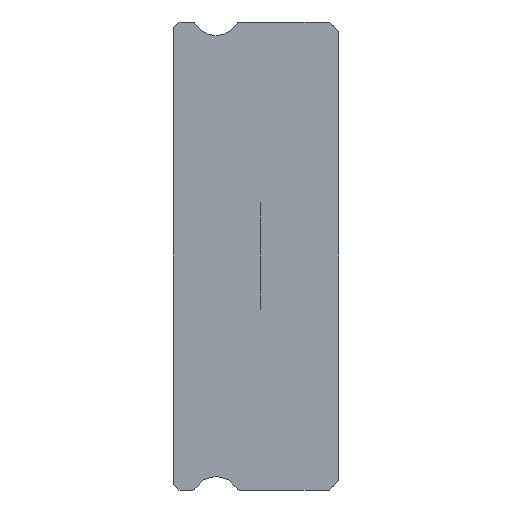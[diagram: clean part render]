
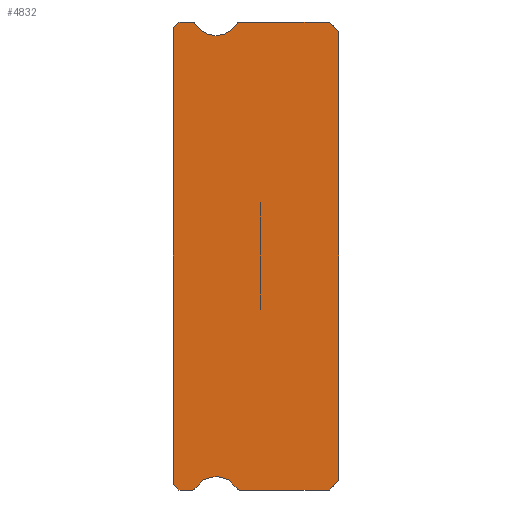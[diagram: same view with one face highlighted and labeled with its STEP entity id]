
A CAD part, left-side view. The second image highlights one B-rep face of the part: STEP entity #4832.
In plain terms, the highlighted planar face has unit normal (-1, 0, 0).
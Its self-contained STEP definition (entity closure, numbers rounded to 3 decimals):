
#89 = LINE ( 'NONE', #2637, #3596 ) ;
#127 = CIRCLE ( 'NONE', #7069, 1.25 ) ;
#141 = LINE ( 'NONE', #898, #2121 ) ;
#159 = LINE ( 'NONE', #2663, #1469 ) ;
#472 = EDGE_CURVE ( 'NONE', #1156, #2743, #2977, .T. ) ;
#793 = CIRCLE ( 'NONE', #3685, 0.15 ) ;
#797 = CARTESIAN_POINT ( 'NONE',  ( -10., 6.3, 12.55 ) ) ;
#845 = CARTESIAN_POINT ( 'NONE',  ( -10., 6.3, 12.55 ) ) ;
#898 = CARTESIAN_POINT ( 'NONE',  ( -10., 0., 11.5 ) ) ;
#942 = DIRECTION ( 'NONE',  ( 0., -1., 0. ) ) ;
#1002 = VECTOR ( 'NONE', #6477, 1000. ) ;
#1093 = CARTESIAN_POINT ( 'NONE',  ( -10., 7.512, 12. ) ) ;
#1156 = VERTEX_POINT ( 'NONE', #3253 ) ;
#1222 = CARTESIAN_POINT ( 'NONE',  ( -10., 5.088, -12. ) ) ;
#1348 = ORIENTED_EDGE ( 'NONE', *, *, #1899, .F. ) ;
#1441 = DIRECTION ( 'NONE',  ( 1., 0., 0. ) ) ;
#1469 = VECTOR ( 'NONE', #3866, 1000. ) ;
#1477 = ORIENTED_EDGE ( 'NONE', *, *, #6962, .F. ) ;
#1492 = EDGE_CURVE ( 'NONE', #8159, #4841, #159, .T. ) ;
#1608 = EDGE_CURVE ( 'NONE', #7950, #2461, #127, .T. ) ;
#1895 = CARTESIAN_POINT ( 'NONE',  ( -10., 7.512, -11.85 ) ) ;
#1899 = EDGE_CURVE ( 'NONE', #8261, #7950, #6266, .T. ) ;
#1934 = DIRECTION ( 'NONE',  ( 0., 0., -1. ) ) ;
#1939 = EDGE_CURVE ( 'NONE', #7375, #7282, #3927, .T. ) ;
#1969 = EDGE_CURVE ( 'NONE', #8159, #6163, #141, .T. ) ;
#2058 = CARTESIAN_POINT ( 'NONE',  ( -10., 0.5, 12. ) ) ;
#2121 = VECTOR ( 'NONE', #7160, 1000. ) ;
#2136 = CARTESIAN_POINT ( 'NONE',  ( -10., 0., -11.5 ) ) ;
#2142 = CIRCLE ( 'NONE', #3213, 0.15 ) ;
#2328 = ORIENTED_EDGE ( 'NONE', *, *, #4393, .F. ) ;
#2359 = DIRECTION ( 'NONE',  ( 1., 0., 0. ) ) ;
#2461 = VERTEX_POINT ( 'NONE', #6725 ) ;
#2527 = AXIS2_PLACEMENT_3D ( 'NONE', #6608, #5366, #4610 ) ;
#2543 = CARTESIAN_POINT ( 'NONE',  ( -10., 8.5, -11.7 ) ) ;
#2633 = AXIS2_PLACEMENT_3D ( 'NONE', #5734, #5397, #1934 ) ;
#2637 = CARTESIAN_POINT ( 'NONE',  ( -10., 8.2, -12. ) ) ;
#2662 = ORIENTED_EDGE ( 'NONE', *, *, #472, .T. ) ;
#2663 = CARTESIAN_POINT ( 'NONE',  ( -10., 0., -11.5 ) ) ;
#2682 = LINE ( 'NONE', #4005, #5925 ) ;
#2704 = DIRECTION ( 'NONE',  ( 0., 0., -1. ) ) ;
#2708 = CARTESIAN_POINT ( 'NONE',  ( -10., 5.217, 11.925 ) ) ;
#2743 = VERTEX_POINT ( 'NONE', #6616 ) ;
#2937 = CARTESIAN_POINT ( 'NONE',  ( -10., 7.512, 12. ) ) ;
#2977 = LINE ( 'NONE', #3476, #3334 ) ;
#3006 = EDGE_CURVE ( 'NONE', #4375, #3890, #6495, .T. ) ;
#3036 = DIRECTION ( 'NONE',  ( 0., 0., -1. ) ) ;
#3064 = CARTESIAN_POINT ( 'NONE',  ( -10., 7.383, 11.925 ) ) ;
#3200 = DIRECTION ( 'NONE',  ( 1., 0., 0. ) ) ;
#3213 = AXIS2_PLACEMENT_3D ( 'NONE', #6801, #2359, #3036 ) ;
#3253 = CARTESIAN_POINT ( 'NONE',  ( -10., 8.2, 12. ) ) ;
#3325 = DIRECTION ( 'NONE',  ( -1., 0., 0. ) ) ;
#3334 = VECTOR ( 'NONE', #3542, 1000. ) ;
#3350 = CARTESIAN_POINT ( 'NONE',  ( -10., 7.512, -12. ) ) ;
#3373 = EDGE_CURVE ( 'NONE', #2461, #7386, #7324, .T. ) ;
#3374 = DIRECTION ( 'NONE',  ( -1., 0., 0. ) ) ;
#3476 = CARTESIAN_POINT ( 'NONE',  ( -10., 8.5, 11.7 ) ) ;
#3522 = ORIENTED_EDGE ( 'NONE', *, *, #8096, .F. ) ;
#3534 = ORIENTED_EDGE ( 'NONE', *, *, #5201, .F. ) ;
#3542 = DIRECTION ( 'NONE',  ( 0., 0.707, -0.707 ) ) ;
#3546 = LINE ( 'NONE', #2937, #7046 ) ;
#3596 = VECTOR ( 'NONE', #6604, 1000. ) ;
#3649 = ORIENTED_EDGE ( 'NONE', *, *, #1939, .T. ) ;
#3656 = ORIENTED_EDGE ( 'NONE', *, *, #4575, .F. ) ;
#3664 = ORIENTED_EDGE ( 'NONE', *, *, #1608, .F. ) ;
#3666 = ORIENTED_EDGE ( 'NONE', *, *, #3924, .F. ) ;
#3685 = AXIS2_PLACEMENT_3D ( 'NONE', #1895, #1441, #3806 ) ;
#3775 = EDGE_CURVE ( 'NONE', #4362, #8072, #3546, .T. ) ;
#3806 = DIRECTION ( 'NONE',  ( 0., 0., -1. ) ) ;
#3841 = ORIENTED_EDGE ( 'NONE', *, *, #1969, .T. ) ;
#3864 = VERTEX_POINT ( 'NONE', #6741 ) ;
#3866 = DIRECTION ( 'NONE',  ( 0., 0.707, -0.707 ) ) ;
#3890 = VERTEX_POINT ( 'NONE', #6199 ) ;
#3911 = CARTESIAN_POINT ( 'NONE',  ( -10., 8.2, -12. ) ) ;
#3924 = EDGE_CURVE ( 'NONE', #3890, #3864, #8266, .T. ) ;
#3927 = LINE ( 'NONE', #3350, #8298 ) ;
#3987 = CARTESIAN_POINT ( 'NONE',  ( -10., 0.5, -12. ) ) ;
#3990 = EDGE_LOOP ( 'NONE', ( #1477, #4802, #3649, #3522, #3666, #4536, #2328, #5609, #3841, #3534, #7349, #3656, #4592, #3664, #1348, #3997, #2662 ) ) ;
#3997 = ORIENTED_EDGE ( 'NONE', *, *, #6694, .T. ) ;
#4005 = CARTESIAN_POINT ( 'NONE',  ( -10., 8.5, 11.85 ) ) ;
#4362 = VERTEX_POINT ( 'NONE', #6144 ) ;
#4375 = VERTEX_POINT ( 'NONE', #1222 ) ;
#4393 = EDGE_CURVE ( 'NONE', #4841, #4375, #4884, .T. ) ;
#4536 = ORIENTED_EDGE ( 'NONE', *, *, #3006, .F. ) ;
#4575 = EDGE_CURVE ( 'NONE', #7386, #4362, #2142, .T. ) ;
#4576 = LINE ( 'NONE', #5814, #1002 ) ;
#4592 = ORIENTED_EDGE ( 'NONE', *, *, #3373, .F. ) ;
#4610 = DIRECTION ( 'NONE',  ( 0., 0., -1. ) ) ;
#4669 = FACE_OUTER_BOUND ( 'NONE', #3990, .T. ) ;
#4802 = ORIENTED_EDGE ( 'NONE', *, *, #5766, .T. ) ;
#4832 = ADVANCED_FACE ( 'NONE', ( #4669 ), #7741, .F. ) ;
#4841 = VERTEX_POINT ( 'NONE', #3987 ) ;
#4884 = LINE ( 'NONE', #6310, #5834 ) ;
#4895 = DIRECTION ( 'NONE',  ( -1., 0., 0. ) ) ;
#5159 = CARTESIAN_POINT ( 'NONE',  ( -10., 0.5, 12. ) ) ;
#5201 = EDGE_CURVE ( 'NONE', #8072, #6163, #6837, .T. ) ;
#5246 = DIRECTION ( 'NONE',  ( 0., -0.707, -0.707 ) ) ;
#5366 = DIRECTION ( 'NONE',  ( 1., 0., 0. ) ) ;
#5397 = DIRECTION ( 'NONE',  ( 1., 0., 0. ) ) ;
#5609 = ORIENTED_EDGE ( 'NONE', *, *, #1492, .F. ) ;
#5619 = DIRECTION ( 'NONE',  ( 0., 0., -1. ) ) ;
#5657 = CARTESIAN_POINT ( 'NONE',  ( -10., 6.3, -12.55 ) ) ;
#5734 = CARTESIAN_POINT ( 'NONE',  ( -10., 5.088, -11.85 ) ) ;
#5766 = EDGE_CURVE ( 'NONE', #7206, #7375, #89, .T. ) ;
#5814 = CARTESIAN_POINT ( 'NONE',  ( -10., 8.2, 12. ) ) ;
#5829 = DIRECTION ( 'NONE',  ( 0., 0., -1. ) ) ;
#5834 = VECTOR ( 'NONE', #7409, 1000. ) ;
#5925 = VECTOR ( 'NONE', #6434, 1000. ) ;
#5968 = AXIS2_PLACEMENT_3D ( 'NONE', #845, #3374, #6008 ) ;
#6008 = DIRECTION ( 'NONE',  ( 0., 0., -1. ) ) ;
#6144 = CARTESIAN_POINT ( 'NONE',  ( -10., 5.088, 12. ) ) ;
#6163 = VERTEX_POINT ( 'NONE', #6804 ) ;
#6199 = CARTESIAN_POINT ( 'NONE',  ( -10., 5.217, -11.925 ) ) ;
#6266 = CIRCLE ( 'NONE', #2527, 0.15 ) ;
#6310 = CARTESIAN_POINT ( 'NONE',  ( -10., 7.512, -12. ) ) ;
#6360 = AXIS2_PLACEMENT_3D ( 'NONE', #5657, #4895, #5619 ) ;
#6434 = DIRECTION ( 'NONE',  ( 0., 0., 1. ) ) ;
#6477 = DIRECTION ( 'NONE',  ( 0., 1., 0. ) ) ;
#6495 = CIRCLE ( 'NONE', #2633, 0.15 ) ;
#6604 = DIRECTION ( 'NONE',  ( 0., -0.707, -0.707 ) ) ;
#6608 = CARTESIAN_POINT ( 'NONE',  ( -10., 7.512, 11.85 ) ) ;
#6616 = CARTESIAN_POINT ( 'NONE',  ( -10., 8.5, 11.7 ) ) ;
#6694 = EDGE_CURVE ( 'NONE', #8261, #1156, #4576, .T. ) ;
#6725 = CARTESIAN_POINT ( 'NONE',  ( -10., 6.3, 11.3 ) ) ;
#6741 = CARTESIAN_POINT ( 'NONE',  ( -10., 7.383, -11.925 ) ) ;
#6801 = CARTESIAN_POINT ( 'NONE',  ( -10., 5.088, 11.85 ) ) ;
#6804 = CARTESIAN_POINT ( 'NONE',  ( -10., 0., 11.5 ) ) ;
#6837 = LINE ( 'NONE', #5159, #6947 ) ;
#6947 = VECTOR ( 'NONE', #5246, 1000. ) ;
#6962 = EDGE_CURVE ( 'NONE', #7206, #2743, #2682, .T. ) ;
#7046 = VECTOR ( 'NONE', #7344, 1000. ) ;
#7069 = AXIS2_PLACEMENT_3D ( 'NONE', #797, #3325, #2704 ) ;
#7160 = DIRECTION ( 'NONE',  ( 0., 0., 1. ) ) ;
#7206 = VERTEX_POINT ( 'NONE', #2543 ) ;
#7282 = VERTEX_POINT ( 'NONE', #7621 ) ;
#7324 = CIRCLE ( 'NONE', #5968, 1.25 ) ;
#7344 = DIRECTION ( 'NONE',  ( 0., -1., 0. ) ) ;
#7349 = ORIENTED_EDGE ( 'NONE', *, *, #3775, .F. ) ;
#7375 = VERTEX_POINT ( 'NONE', #3911 ) ;
#7386 = VERTEX_POINT ( 'NONE', #2708 ) ;
#7409 = DIRECTION ( 'NONE',  ( 0., 1., 0. ) ) ;
#7621 = CARTESIAN_POINT ( 'NONE',  ( -10., 7.512, -12. ) ) ;
#7649 = AXIS2_PLACEMENT_3D ( 'NONE', #7787, #3200, #5829 ) ;
#7741 = PLANE ( 'NONE',  #7649 ) ;
#7787 = CARTESIAN_POINT ( 'NONE',  ( -10., 7.512, 11.85 ) ) ;
#7950 = VERTEX_POINT ( 'NONE', #3064 ) ;
#8072 = VERTEX_POINT ( 'NONE', #2058 ) ;
#8096 = EDGE_CURVE ( 'NONE', #3864, #7282, #793, .T. ) ;
#8159 = VERTEX_POINT ( 'NONE', #2136 ) ;
#8261 = VERTEX_POINT ( 'NONE', #1093 ) ;
#8266 = CIRCLE ( 'NONE', #6360, 1.25 ) ;
#8298 = VECTOR ( 'NONE', #942, 1000. ) ;
